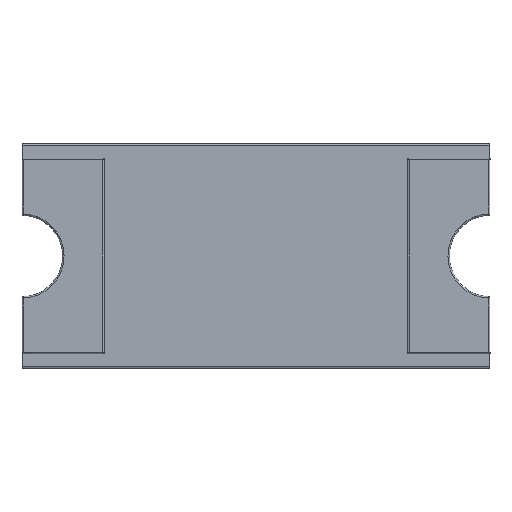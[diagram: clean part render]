
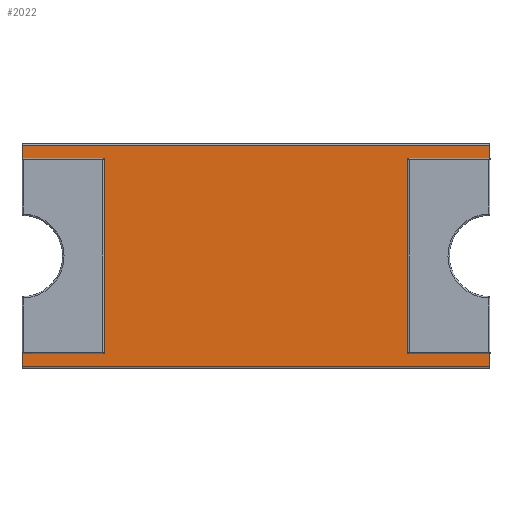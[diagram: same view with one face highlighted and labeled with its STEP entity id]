
A CAD part, front view. The second image highlights one B-rep face of the part: STEP entity #2022.
In plain terms, the highlighted planar face has unit normal (0, -1, 0).
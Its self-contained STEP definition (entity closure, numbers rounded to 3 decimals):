
#64=CIRCLE('',#2179,0.275);
#65=CIRCLE('',#2180,0.275);
#117=FACE_OUTER_BOUND('',#211,.T.);
#211=EDGE_LOOP('',(#1639,#1640,#1641,#1642,#1643,#1644,#1645,#1646,#1647,
#1648,#1649,#1650));
#443=LINE('',#3327,#642);
#445=LINE('',#3333,#644);
#448=LINE('',#3339,#647);
#459=LINE('',#3368,#658);
#463=LINE('',#3375,#662);
#465=LINE('',#3383,#664);
#466=LINE('',#3386,#665);
#467=LINE('',#3389,#666);
#468=LINE('',#3391,#667);
#469=LINE('',#3392,#668);
#642=VECTOR('',#2398,10.);
#644=VECTOR('',#2402,10.);
#647=VECTOR('',#2407,10.);
#658=VECTOR('',#2430,10.);
#662=VECTOR('',#2436,10.);
#664=VECTOR('',#2444,10.);
#665=VECTOR('',#2449,10.);
#666=VECTOR('',#2452,10.);
#667=VECTOR('',#2453,10.);
#668=VECTOR('',#2454,10.);
#902=VERTEX_POINT('',#3321);
#904=VERTEX_POINT('',#3325);
#905=VERTEX_POINT('',#3329);
#907=VERTEX_POINT('',#3332);
#909=VERTEX_POINT('',#3338);
#920=VERTEX_POINT('',#3365);
#921=VERTEX_POINT('',#3367);
#922=VERTEX_POINT('',#3371);
#923=VERTEX_POINT('',#3373);
#926=VERTEX_POINT('',#3381);
#927=VERTEX_POINT('',#3388);
#928=VERTEX_POINT('',#3390);
#1150=EDGE_CURVE('',#902,#904,#443,.T.);
#1152=EDGE_CURVE('',#907,#905,#445,.T.);
#1155=EDGE_CURVE('',#907,#909,#448,.T.);
#1170=EDGE_CURVE('',#921,#920,#459,.T.);
#1174=EDGE_CURVE('',#922,#923,#463,.T.);
#1178=EDGE_CURVE('',#923,#926,#465,.T.);
#1179=EDGE_CURVE('',#920,#922,#64,.T.);
#1180=EDGE_CURVE('',#909,#926,#466,.T.);
#1181=EDGE_CURVE('',#905,#902,#65,.T.);
#1182=EDGE_CURVE('',#927,#904,#467,.T.);
#1183=EDGE_CURVE('',#928,#927,#468,.T.);
#1184=EDGE_CURVE('',#928,#921,#469,.T.);
#1639=ORIENTED_EDGE('',*,*,#1170,.T.);
#1640=ORIENTED_EDGE('',*,*,#1179,.T.);
#1641=ORIENTED_EDGE('',*,*,#1174,.T.);
#1642=ORIENTED_EDGE('',*,*,#1178,.T.);
#1643=ORIENTED_EDGE('',*,*,#1180,.F.);
#1644=ORIENTED_EDGE('',*,*,#1155,.F.);
#1645=ORIENTED_EDGE('',*,*,#1152,.T.);
#1646=ORIENTED_EDGE('',*,*,#1181,.T.);
#1647=ORIENTED_EDGE('',*,*,#1150,.T.);
#1648=ORIENTED_EDGE('',*,*,#1182,.F.);
#1649=ORIENTED_EDGE('',*,*,#1183,.F.);
#1650=ORIENTED_EDGE('',*,*,#1184,.T.);
#1955=PLANE('',#2178);
#2022=ADVANCED_FACE('',(#117),#1955,.T.);
#2178=AXIS2_PLACEMENT_3D('',#3384,#2445,#2446);
#2179=AXIS2_PLACEMENT_3D('',#3385,#2447,#2448);
#2180=AXIS2_PLACEMENT_3D('',#3387,#2450,#2451);
#2398=DIRECTION('',(0.,0.,-1.));
#2402=DIRECTION('',(0.,0.,-1.));
#2407=DIRECTION('',(0.,0.,1.));
#2430=DIRECTION('',(0.,0.,1.));
#2436=DIRECTION('',(0.,0.,1.));
#2444=DIRECTION('',(0.,0.,1.));
#2445=DIRECTION('center_axis',(0.,-1.,0.));
#2446=DIRECTION('ref_axis',(1.,0.,0.));
#2447=DIRECTION('center_axis',(0.,1.,0.));
#2448=DIRECTION('ref_axis',(-1.,0.,0.));
#2449=DIRECTION('',(1.,0.,0.));
#2450=DIRECTION('center_axis',(0.,1.,0.));
#2451=DIRECTION('ref_axis',(-1.,0.,0.));
#2452=DIRECTION('',(0.,0.,1.));
#2453=DIRECTION('',(-1.,0.,0.));
#2454=DIRECTION('',(0.,0.,1.));
#3321=CARTESIAN_POINT('',(-1.587,-0.31,0.487));
#3325=CARTESIAN_POINT('',(-1.588,-0.31,0.1));
#3327=CARTESIAN_POINT('',(-1.587,-0.31,0.381));
#3329=CARTESIAN_POINT('',(-1.587,-0.31,1.037));
#3332=CARTESIAN_POINT('',(-1.588,-0.31,1.424));
#3333=CARTESIAN_POINT('',(-1.587,-0.31,0.381));
#3338=CARTESIAN_POINT('',(-1.588,-0.31,1.514));
#3339=CARTESIAN_POINT('',(-1.588,-0.31,0.));
#3365=CARTESIAN_POINT('',(1.587,-0.31,0.487));
#3367=CARTESIAN_POINT('',(1.588,-0.31,0.1));
#3368=CARTESIAN_POINT('',(1.587,-0.31,0.381));
#3371=CARTESIAN_POINT('',(1.587,-0.31,1.037));
#3373=CARTESIAN_POINT('',(1.588,-0.31,1.424));
#3375=CARTESIAN_POINT('',(1.587,-0.31,0.381));
#3381=CARTESIAN_POINT('',(1.588,-0.31,1.514));
#3383=CARTESIAN_POINT('',(1.588,-0.31,0.));
#3384=CARTESIAN_POINT('Origin',(0.,-0.31,0.));
#3385=CARTESIAN_POINT('Origin',(1.588,-0.31,0.762));
#3386=CARTESIAN_POINT('',(0.397,-0.31,1.514));
#3387=CARTESIAN_POINT('Origin',(-1.588,-0.31,0.762));
#3388=CARTESIAN_POINT('',(-1.588,-0.31,0.01));
#3389=CARTESIAN_POINT('',(-1.588,-0.31,0.));
#3390=CARTESIAN_POINT('',(1.588,-0.31,0.01));
#3391=CARTESIAN_POINT('',(0.397,-0.31,0.01));
#3392=CARTESIAN_POINT('',(1.588,-0.31,0.));
